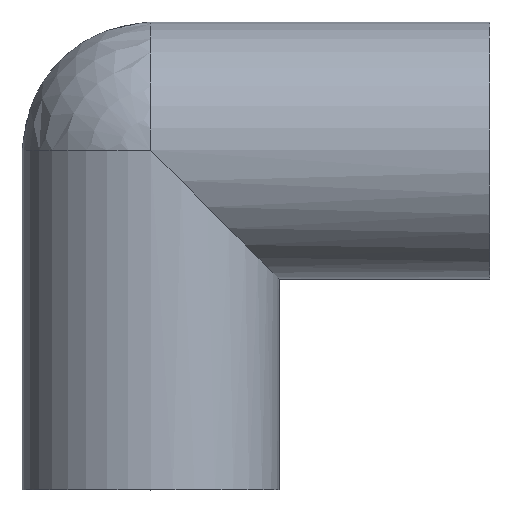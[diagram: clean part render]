
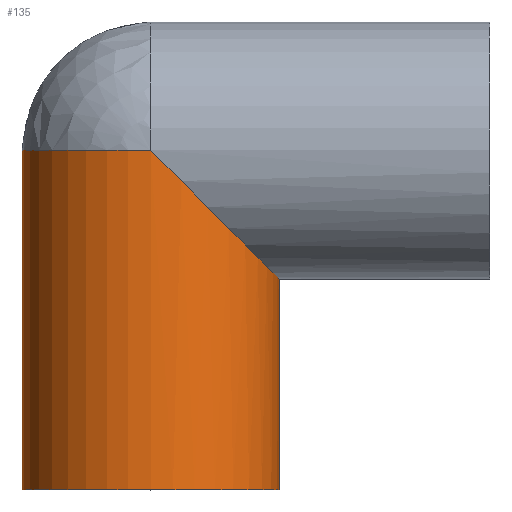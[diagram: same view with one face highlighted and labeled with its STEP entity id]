
A CAD part, top view. The second image highlights one B-rep face of the part: STEP entity #135.
In plain terms, the highlighted cylindrical face has radius 62.5 mm (diameter 125 mm), a partial arc.
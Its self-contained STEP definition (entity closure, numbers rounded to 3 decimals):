
#87 = EDGE_CURVE( '', #145, #189, #222, .T. );
#89 = EDGE_CURVE( '', #199, #145, #224, .T. );
#127 = EDGE_CURVE( '', #199, #161, #269, .T. );
#129 = EDGE_CURVE( '', #183, #189, #271, .T. );
#135 = ADVANCED_FACE( '', ( #277 ), #278, .T. );
#145 = VERTEX_POINT( '', #288 );
#161 = VERTEX_POINT( '', #305 );
#183 = VERTEX_POINT( '', #331 );
#189 = VERTEX_POINT( '', #337 );
#197 = EDGE_CURVE( '', #183, #161, #345, .T. );
#199 = VERTEX_POINT( '', #347 );
#222 = ELLIPSE( '', #360, 88.388, 62.5 );
#224 = CIRCLE( '', #363, 62.5 );
#269 = LINE( '', #419, #420 );
#271 = LINE( '', #423, #424 );
#277 = FACE_OUTER_BOUND( '', #431, .T. );
#278 = CYLINDRICAL_SURFACE( '', #432, 62.5 );
#288 = CARTESIAN_POINT( '', ( 0., 165., 62.5 ) );
#305 = CARTESIAN_POINT( '', ( -62.5, 0., 0. ) );
#331 = CARTESIAN_POINT( '', ( 62.5, 0., 0. ) );
#337 = CARTESIAN_POINT( '', ( 62.5, 102.5, 0. ) );
#345 = CIRCLE( '', #518, 62.5 );
#347 = CARTESIAN_POINT( '', ( -62.5, 165., 0. ) );
#360 = AXIS2_PLACEMENT_3D( '', #531, #532, #533 );
#363 = AXIS2_PLACEMENT_3D( '', #534, #535, #536 );
#419 = CARTESIAN_POINT( '', ( -62.5, 82.5, 0. ) );
#420 = VECTOR( '', #599, 1. );
#423 = CARTESIAN_POINT( '', ( 62.5, 82.5, 0. ) );
#424 = VECTOR( '', #600, 1. );
#431 = EDGE_LOOP( '', ( #605, #606, #607, #608, #609 ) );
#432 = AXIS2_PLACEMENT_3D( '', #610, #611, #612 );
#518 = AXIS2_PLACEMENT_3D( '', #692, #693, #694 );
#531 = CARTESIAN_POINT( '', ( 0., 165., 0. ) );
#532 = DIRECTION( '', ( 0.707, 0.707, 0. ) );
#533 = DIRECTION( '', ( -0.707, 0.707, 0. ) );
#534 = CARTESIAN_POINT( '', ( 0., 165., 0. ) );
#535 = DIRECTION( '', ( 0., 1., 0. ) );
#536 = DIRECTION( '', ( 0., 0., -1. ) );
#599 = DIRECTION( '', ( 0., -1., 0. ) );
#600 = DIRECTION( '', ( 0., 1., 0. ) );
#605 = ORIENTED_EDGE( '', *, *, #127, .T. );
#606 = ORIENTED_EDGE( '', *, *, #197, .F. );
#607 = ORIENTED_EDGE( '', *, *, #129, .T. );
#608 = ORIENTED_EDGE( '', *, *, #87, .F. );
#609 = ORIENTED_EDGE( '', *, *, #89, .F. );
#610 = CARTESIAN_POINT( '', ( 0., 82.5, 0. ) );
#611 = DIRECTION( '', ( 0., 1., 0. ) );
#612 = DIRECTION( '', ( -1., 0., 0. ) );
#692 = CARTESIAN_POINT( '', ( 0., 0., 0. ) );
#693 = DIRECTION( '', ( 0., -1., 0. ) );
#694 = DIRECTION( '', ( -1., 0., 0. ) );
